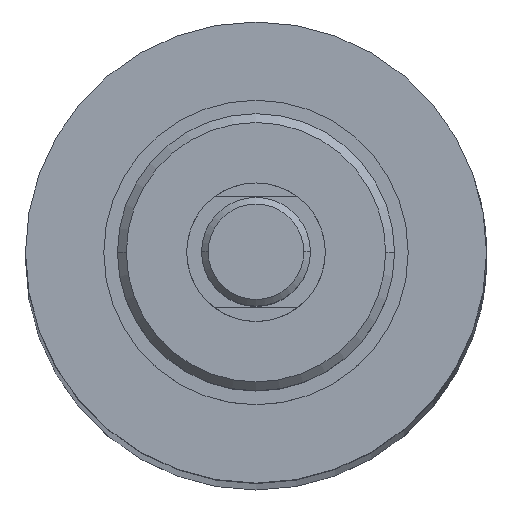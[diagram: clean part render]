
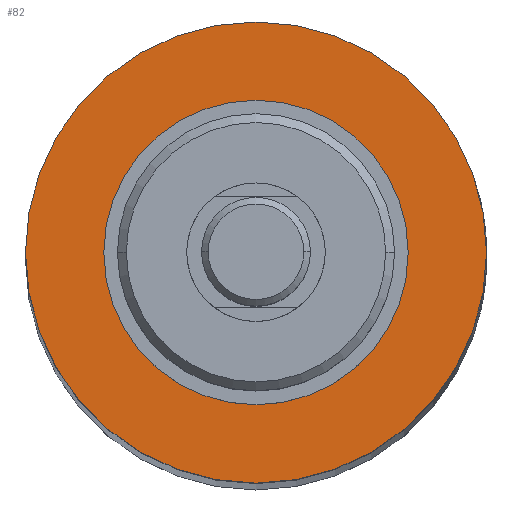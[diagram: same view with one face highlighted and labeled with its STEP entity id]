
A CAD part, top view. The second image highlights one B-rep face of the part: STEP entity #82.
In plain terms, the highlighted planar face has unit normal (0, 0, 1).
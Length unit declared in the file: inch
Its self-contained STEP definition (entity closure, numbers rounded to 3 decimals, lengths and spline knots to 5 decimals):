
#82 = ADVANCED_FACE ( 'NONE', ( #1868, #677 ), #98, .T. ) ;
#98 = PLANE ( 'NONE',  #1737 ) ;
#163 = ORIENTED_EDGE ( 'NONE', *, *, #1595, .T. ) ;
#233 = CARTESIAN_POINT ( 'NONE',  ( -0.68675, 0., 0.92 ) ) ;
#359 = EDGE_CURVE ( 'NONE', #370, #2124, #507, .T. ) ;
#370 = VERTEX_POINT ( 'NONE', #1793 ) ;
#397 = CIRCLE ( 'NONE', #1346, 0.68675 ) ;
#420 = ORIENTED_EDGE ( 'NONE', *, *, #359, .T. ) ;
#495 = AXIS2_PLACEMENT_3D ( 'NONE', #874, #2451, #1097 ) ;
#507 = CIRCLE ( 'NONE', #1228, 1.04 ) ;
#634 = CARTESIAN_POINT ( 'NONE',  ( 1.04, 0., 0.92 ) ) ;
#677 = FACE_BOUND ( 'NONE', #1701, .T. ) ;
#774 = DIRECTION ( 'NONE',  ( 1., 0., 0. ) ) ;
#874 = CARTESIAN_POINT ( 'NONE',  ( 0., 0., 0.92 ) ) ;
#884 = CARTESIAN_POINT ( 'NONE',  ( 0., 0., 0.92 ) ) ;
#1030 = ORIENTED_EDGE ( 'NONE', *, *, #1697, .F. ) ;
#1035 = EDGE_LOOP ( 'NONE', ( #420, #163 ) ) ;
#1060 = DIRECTION ( 'NONE',  ( 0., 0., 1. ) ) ;
#1096 = CARTESIAN_POINT ( 'NONE',  ( 0., 0., 0.92 ) ) ;
#1097 = DIRECTION ( 'NONE',  ( 1., 0., 0. ) ) ;
#1109 = DIRECTION ( 'NONE',  ( 1., 0., 0. ) ) ;
#1228 = AXIS2_PLACEMENT_3D ( 'NONE', #884, #2461, #1109 ) ;
#1324 = DIRECTION ( 'NONE',  ( 1., 0., 0. ) ) ;
#1346 = AXIS2_PLACEMENT_3D ( 'NONE', #1096, #2673, #1324 ) ;
#1557 = ORIENTED_EDGE ( 'NONE', *, *, #2225, .F. ) ;
#1595 = EDGE_CURVE ( 'NONE', #2124, #370, #2454, .T. ) ;
#1697 = EDGE_CURVE ( 'NONE', #2284, #2671, #397, .T. ) ;
#1701 = EDGE_LOOP ( 'NONE', ( #1557, #1030 ) ) ;
#1737 = AXIS2_PLACEMENT_3D ( 'NONE', #1895, #2120, #774 ) ;
#1793 = CARTESIAN_POINT ( 'NONE',  ( -1.04, 0., 0.92 ) ) ;
#1868 = FACE_OUTER_BOUND ( 'NONE', #1035, .T. ) ;
#1895 = CARTESIAN_POINT ( 'NONE',  ( 0., 0., 0.92 ) ) ;
#2015 = CARTESIAN_POINT ( 'NONE',  ( 0.68675, 0., 0.92 ) ) ;
#2120 = DIRECTION ( 'NONE',  ( 0., 0., 1. ) ) ;
#2124 = VERTEX_POINT ( 'NONE', #634 ) ;
#2225 = EDGE_CURVE ( 'NONE', #2671, #2284, #2898, .T. ) ;
#2284 = VERTEX_POINT ( 'NONE', #2015 ) ;
#2411 = CARTESIAN_POINT ( 'NONE',  ( 0., 0., 0.92 ) ) ;
#2451 = DIRECTION ( 'NONE',  ( 0., 0., 1. ) ) ;
#2454 = CIRCLE ( 'NONE', #2457, 1.04 ) ;
#2457 = AXIS2_PLACEMENT_3D ( 'NONE', #2411, #1060, #2634 ) ;
#2461 = DIRECTION ( 'NONE',  ( 0., 0., 1. ) ) ;
#2634 = DIRECTION ( 'NONE',  ( 1., 0., 0. ) ) ;
#2671 = VERTEX_POINT ( 'NONE', #233 ) ;
#2673 = DIRECTION ( 'NONE',  ( 0., 0., 1. ) ) ;
#2898 = CIRCLE ( 'NONE', #495, 0.68675 ) ;
